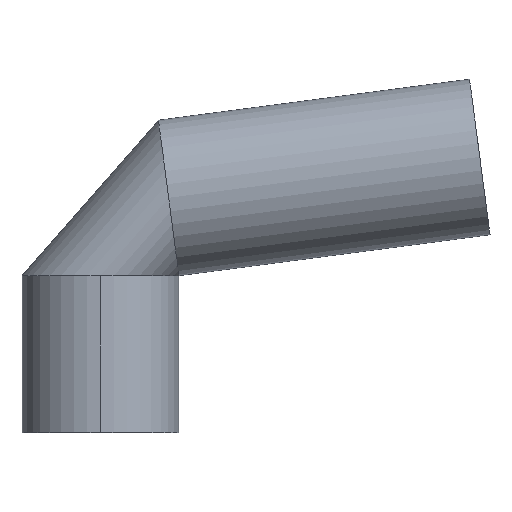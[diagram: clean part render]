
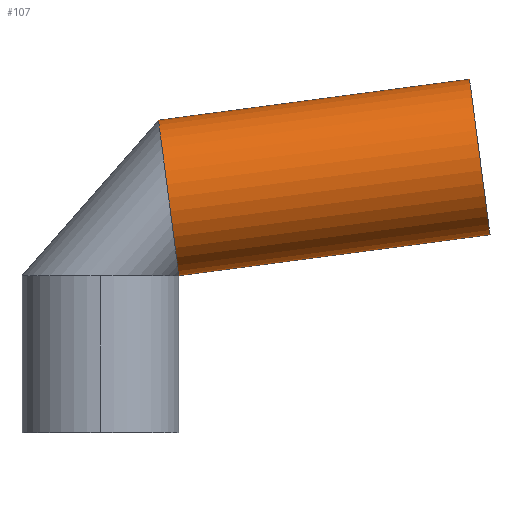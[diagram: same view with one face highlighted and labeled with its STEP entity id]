
A CAD part, top view. The second image highlights one B-rep face of the part: STEP entity #107.
In plain terms, the highlighted cylindrical face has radius 5 mm (diameter 10 mm), a partial arc.
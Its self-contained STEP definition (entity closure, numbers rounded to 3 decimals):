
#11 = CARTESIAN_POINT ( 'NONE',  ( 3.695, 19.914, 0. ) ) ;
#16 = DIRECTION ( 'NONE',  ( 0.991, 0.131, 0. ) ) ;
#17 = DIRECTION ( 'NONE',  ( -0.131, 0.991, 0. ) ) ;
#33 = CIRCLE ( 'NONE', #76, 5. ) ;
#46 = DIRECTION ( 'NONE',  ( -0.131, 0.991, 0. ) ) ;
#56 = EDGE_LOOP ( 'NONE', ( #312, #138, #136, #331 ) ) ;
#76 = AXIS2_PLACEMENT_3D ( 'NONE', #162, #160, #104 ) ;
#101 = CARTESIAN_POINT ( 'NONE',  ( 23.524, 22.525, 0. ) ) ;
#104 = DIRECTION ( 'NONE',  ( -0.131, 0.991, 0. ) ) ;
#107 = ADVANCED_FACE ( 'NONE', ( #249 ), #220, .T. ) ;
#111 = AXIS2_PLACEMENT_3D ( 'NONE', #195, #305, #17 ) ;
#124 = EDGE_CURVE ( 'NONE', #200, #314, #33, .T. ) ;
#129 = DIRECTION ( 'NONE',  ( 0.991, 0.131, 0. ) ) ;
#130 = VECTOR ( 'NONE', #129, 1000. ) ;
#136 = ORIENTED_EDGE ( 'NONE', *, *, #153, .F. ) ;
#138 = ORIENTED_EDGE ( 'NONE', *, *, #179, .T. ) ;
#144 = CARTESIAN_POINT ( 'NONE',  ( 24.829, 12.611, 0. ) ) ;
#148 = CARTESIAN_POINT ( 'NONE',  ( 5., 10., 0. ) ) ;
#153 = EDGE_CURVE ( 'NONE', #228, #229, #188, .T. ) ;
#157 = AXIS2_PLACEMENT_3D ( 'NONE', #307, #16, #46 ) ;
#160 = DIRECTION ( 'NONE',  ( 0.991, 0.131, 0. ) ) ;
#162 = CARTESIAN_POINT ( 'NONE',  ( 4.347, 14.957, 0. ) ) ;
#179 = EDGE_CURVE ( 'NONE', #314, #229, #361, .T. ) ;
#188 = CIRCLE ( 'NONE', #111, 5. ) ;
#195 = CARTESIAN_POINT ( 'NONE',  ( 24.176, 17.568, 0. ) ) ;
#199 = DIRECTION ( 'NONE',  ( 0.991, 0.131, 0. ) ) ;
#200 = VERTEX_POINT ( 'NONE', #222 ) ;
#220 = CYLINDRICAL_SURFACE ( 'NONE', #157, 5. ) ;
#222 = CARTESIAN_POINT ( 'NONE',  ( 3.695, 19.914, 0. ) ) ;
#224 = VECTOR ( 'NONE', #199, 1000. ) ;
#228 = VERTEX_POINT ( 'NONE', #101 ) ;
#229 = VERTEX_POINT ( 'NONE', #144 ) ;
#246 = CARTESIAN_POINT ( 'NONE',  ( 5., 10., 0. ) ) ;
#249 = FACE_OUTER_BOUND ( 'NONE', #56, .T. ) ;
#262 = EDGE_CURVE ( 'NONE', #200, #228, #276, .T. ) ;
#276 = LINE ( 'NONE', #11, #130 ) ;
#305 = DIRECTION ( 'NONE',  ( 0.991, 0.131, 0. ) ) ;
#307 = CARTESIAN_POINT ( 'NONE',  ( 4.347, 14.957, 0. ) ) ;
#312 = ORIENTED_EDGE ( 'NONE', *, *, #124, .T. ) ;
#314 = VERTEX_POINT ( 'NONE', #148 ) ;
#331 = ORIENTED_EDGE ( 'NONE', *, *, #262, .F. ) ;
#361 = LINE ( 'NONE', #246, #224 ) ;
